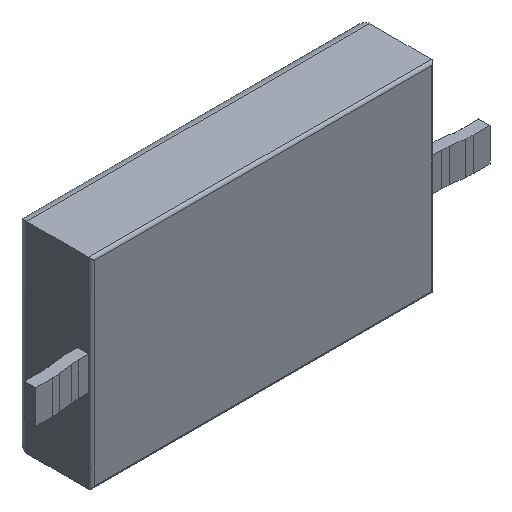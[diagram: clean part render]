
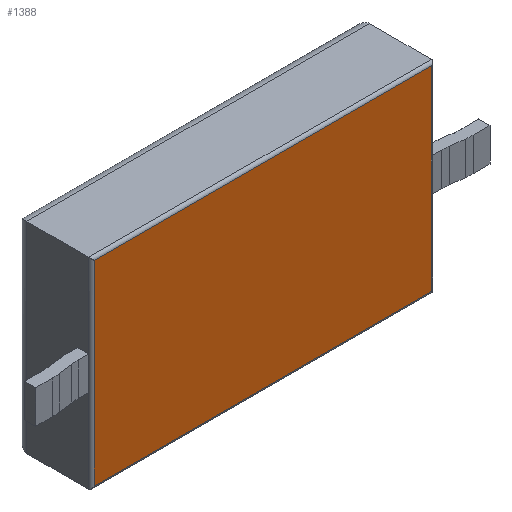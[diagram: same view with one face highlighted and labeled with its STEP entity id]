
A CAD part, isometric view. The second image highlights one B-rep face of the part: STEP entity #1388.
In plain terms, the highlighted planar face has unit normal (0, -1, 0).
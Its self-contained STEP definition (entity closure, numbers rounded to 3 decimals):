
#58 = EDGE_CURVE ( 'NONE', #161, #427, #626, .T. ) ;
#138 = VECTOR ( 'NONE', #1663, 1000. ) ;
#161 = VERTEX_POINT ( 'NONE', #953 ) ;
#176 = CARTESIAN_POINT ( 'NONE',  ( 0., 0.1, -2.227 ) ) ;
#191 = VECTOR ( 'NONE', #1594, 1000. ) ;
#196 = AXIS2_PLACEMENT_3D ( 'NONE', #1644, #239, #278 ) ;
#203 = ORIENTED_EDGE ( 'NONE', *, *, #1856, .F. ) ;
#239 = DIRECTION ( 'NONE',  ( 0., 1., 0. ) ) ;
#244 = CARTESIAN_POINT ( 'NONE',  ( 3.563, 0.1, 0. ) ) ;
#278 = DIRECTION ( 'NONE',  ( 0., 0., 1. ) ) ;
#311 = VECTOR ( 'NONE', #1886, 1000. ) ;
#312 = CARTESIAN_POINT ( 'NONE',  ( -2.477, 0.1, -2.227 ) ) ;
#334 = CARTESIAN_POINT ( 'NONE',  ( -2.477, 0.1, 0. ) ) ;
#427 = VERTEX_POINT ( 'NONE', #312 ) ;
#490 = CARTESIAN_POINT ( 'NONE',  ( 0., 0.1, 1.273 ) ) ;
#616 = EDGE_CURVE ( 'NONE', #1401, #161, #1636, .T. ) ;
#626 = LINE ( 'NONE', #176, #311 ) ;
#637 = VECTOR ( 'NONE', #1472, 1000. ) ;
#731 = EDGE_CURVE ( 'NONE', #427, #1937, #1096, .T. ) ;
#852 = ORIENTED_EDGE ( 'NONE', *, *, #616, .F. ) ;
#882 = LINE ( 'NONE', #490, #138 ) ;
#953 = CARTESIAN_POINT ( 'NONE',  ( 3.563, 0.1, -2.227 ) ) ;
#977 = ORIENTED_EDGE ( 'NONE', *, *, #58, .F. ) ;
#1096 = LINE ( 'NONE', #334, #191 ) ;
#1197 = PLANE ( 'NONE',  #196 ) ;
#1300 = FACE_OUTER_BOUND ( 'NONE', #1617, .T. ) ;
#1364 = CARTESIAN_POINT ( 'NONE',  ( -2.477, 0.1, 1.273 ) ) ;
#1388 = ADVANCED_FACE ( 'NONE', ( #1300 ), #1197, .F. ) ;
#1401 = VERTEX_POINT ( 'NONE', #1778 ) ;
#1472 = DIRECTION ( 'NONE',  ( 0., 0., -1. ) ) ;
#1594 = DIRECTION ( 'NONE',  ( 0., 0., 1. ) ) ;
#1617 = EDGE_LOOP ( 'NONE', ( #852, #203, #1687, #977 ) ) ;
#1636 = LINE ( 'NONE', #244, #637 ) ;
#1644 = CARTESIAN_POINT ( 'NONE',  ( 0., 0.1, 0. ) ) ;
#1663 = DIRECTION ( 'NONE',  ( 1., 0., 0. ) ) ;
#1687 = ORIENTED_EDGE ( 'NONE', *, *, #731, .F. ) ;
#1778 = CARTESIAN_POINT ( 'NONE',  ( 3.563, 0.1, 1.273 ) ) ;
#1856 = EDGE_CURVE ( 'NONE', #1937, #1401, #882, .T. ) ;
#1886 = DIRECTION ( 'NONE',  ( -1., 0., 0. ) ) ;
#1937 = VERTEX_POINT ( 'NONE', #1364 ) ;
